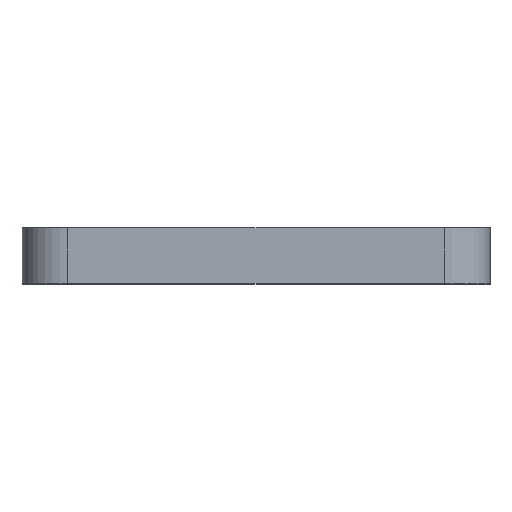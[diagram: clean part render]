
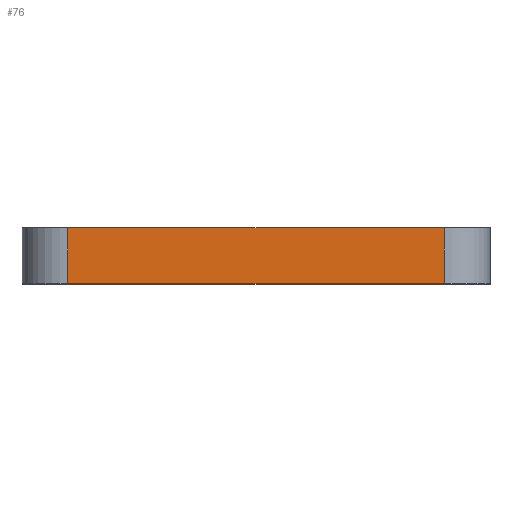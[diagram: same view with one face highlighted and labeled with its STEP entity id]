
A CAD part, top view. The second image highlights one B-rep face of the part: STEP entity #76.
In plain terms, the highlighted planar face has unit normal (0, 0, 1).
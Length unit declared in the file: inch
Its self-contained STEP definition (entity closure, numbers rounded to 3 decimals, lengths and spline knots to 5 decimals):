
#1 = LINE ( 'NONE', #331, #673 ) ;
#23 = DIRECTION ( 'NONE',  ( 0., 0., 1. ) ) ;
#44 = DIRECTION ( 'NONE',  ( 0., -1., 0. ) ) ;
#76 = ADVANCED_FACE ( 'NONE', ( #155 ), #235, .T. ) ;
#85 = DIRECTION ( 'NONE',  ( 1., 0., 0. ) ) ;
#87 = VECTOR ( 'NONE', #44, 39.37008 ) ;
#125 = LINE ( 'NONE', #469, #87 ) ;
#155 = FACE_OUTER_BOUND ( 'NONE', #493, .T. ) ;
#190 = EDGE_CURVE ( 'NONE', #282, #475, #125, .T. ) ;
#198 = CARTESIAN_POINT ( 'NONE',  ( 0.53033, 0.15748, 0.66 ) ) ;
#225 = ORIENTED_EDGE ( 'NONE', *, *, #390, .F. ) ;
#235 = PLANE ( 'NONE',  #784 ) ;
#273 = VECTOR ( 'NONE', #290, 39.37008 ) ;
#282 = VERTEX_POINT ( 'NONE', #353 ) ;
#290 = DIRECTION ( 'NONE',  ( -1., 0., 0. ) ) ;
#305 = VERTEX_POINT ( 'NONE', #599 ) ;
#331 = CARTESIAN_POINT ( 'NONE',  ( 0.53033, 0.15748, 0.66 ) ) ;
#353 = CARTESIAN_POINT ( 'NONE',  ( -0.53033, 0.15748, 0.66 ) ) ;
#390 = EDGE_CURVE ( 'NONE', #305, #475, #556, .T. ) ;
#405 = LINE ( 'NONE', #471, #980 ) ;
#411 = DIRECTION ( 'NONE',  ( 0., -1., 0. ) ) ;
#453 = CARTESIAN_POINT ( 'NONE',  ( -0.53033, 0., 0.66 ) ) ;
#469 = CARTESIAN_POINT ( 'NONE',  ( -0.53033, 0.15748, 0.66 ) ) ;
#471 = CARTESIAN_POINT ( 'NONE',  ( 0., 0.15748, 0.66 ) ) ;
#475 = VERTEX_POINT ( 'NONE', #453 ) ;
#493 = EDGE_LOOP ( 'NONE', ( #225, #611, #840, #862 ) ) ;
#538 = CARTESIAN_POINT ( 'NONE',  ( 0., 0.15748, 0.66 ) ) ;
#556 = LINE ( 'NONE', #914, #273 ) ;
#593 = EDGE_CURVE ( 'NONE', #660, #282, #405, .T. ) ;
#599 = CARTESIAN_POINT ( 'NONE',  ( 0.53033, 0., 0.66 ) ) ;
#611 = ORIENTED_EDGE ( 'NONE', *, *, #965, .F. ) ;
#634 = DIRECTION ( 'NONE',  ( -1., 0., 0. ) ) ;
#660 = VERTEX_POINT ( 'NONE', #198 ) ;
#673 = VECTOR ( 'NONE', #411, 39.37008 ) ;
#784 = AXIS2_PLACEMENT_3D ( 'NONE', #538, #23, #85 ) ;
#840 = ORIENTED_EDGE ( 'NONE', *, *, #593, .T. ) ;
#862 = ORIENTED_EDGE ( 'NONE', *, *, #190, .T. ) ;
#914 = CARTESIAN_POINT ( 'NONE',  ( 0., 0., 0.66 ) ) ;
#965 = EDGE_CURVE ( 'NONE', #660, #305, #1, .T. ) ;
#980 = VECTOR ( 'NONE', #634, 39.37008 ) ;
